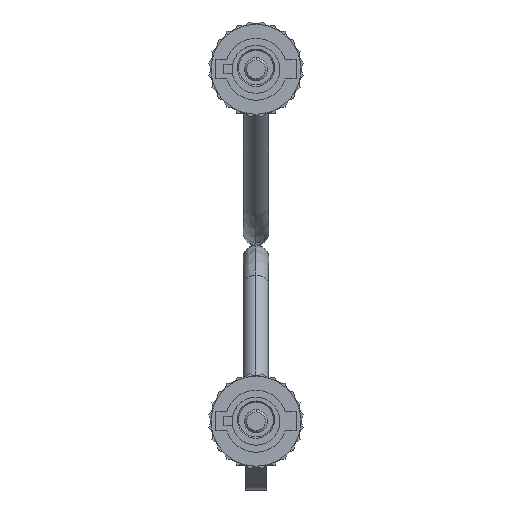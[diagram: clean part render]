
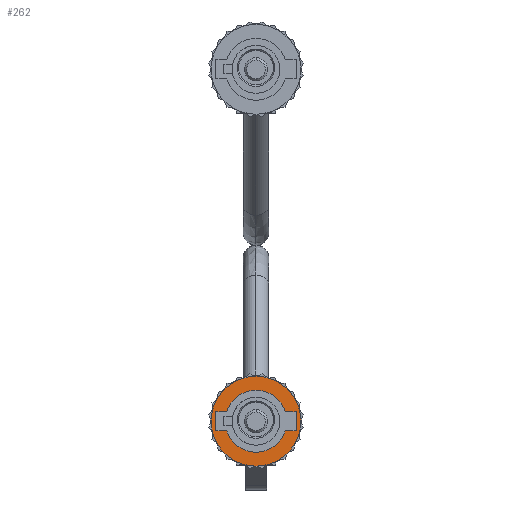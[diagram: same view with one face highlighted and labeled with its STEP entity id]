
A CAD part, front view. The second image highlights one B-rep face of the part: STEP entity #262.
In plain terms, the highlighted face is planar.
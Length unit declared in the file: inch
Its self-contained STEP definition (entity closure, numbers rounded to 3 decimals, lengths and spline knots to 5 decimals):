
#16 = CARTESIAN_POINT ( 'NONE',  ( 0.126, 0.45, 0.041 ) ) ;
#17 = DIRECTION ( 'NONE',  ( 0., 0., 1. ) ) ;
#18 = DIRECTION ( 'NONE',  ( 0., 1., 0. ) ) ;
#19 = AXIS2_PLACEMENT_3D ( 'NONE', #25, #18, #17 ) ;
#20 = CIRCLE ( 'NONE', #19, 0.1325 ) ;
#25 = CARTESIAN_POINT ( 'NONE',  ( 0., 0.45, 0. ) ) ;
#237 = ORIENTED_EDGE ( 'NONE', *, *, #238, .F. ) ;
#238 = EDGE_CURVE ( 'NONE', #702, #266, #3560, .T. ) ;
#239 = ORIENTED_EDGE ( 'NONE', *, *, #701, .F. ) ;
#240 = ORIENTED_EDGE ( 'NONE', *, *, #241, .F. ) ;
#241 = EDGE_CURVE ( 'NONE', #242, #721, #3556, .T. ) ;
#242 = VERTEX_POINT ( 'NONE', #3551 ) ;
#243 = ORIENTED_EDGE ( 'NONE', *, *, #244, .F. ) ;
#244 = EDGE_CURVE ( 'NONE', #245, #242, #3550, .T. ) ;
#245 = VERTEX_POINT ( 'NONE', #3546 ) ;
#246 = ORIENTED_EDGE ( 'NONE', *, *, #247, .F. ) ;
#247 = EDGE_CURVE ( 'NONE', #248, #245, #3705, .T. ) ;
#248 = VERTEX_POINT ( 'NONE', #3701 ) ;
#256 = EDGE_CURVE ( 'NONE', #850, #849, #3679, .T. ) ;
#262 = ADVANCED_FACE ( 'NONE', ( #3670, #3669 ), #3668, .T. ) ;
#263 = EDGE_LOOP ( 'NONE', ( #264, #237, #239, #240, #243, #246, #267, #270, #274 ) ) ;
#264 = ORIENTED_EDGE ( 'NONE', *, *, #265, .F. ) ;
#265 = EDGE_CURVE ( 'NONE', #266, #271, #3626, .T. ) ;
#266 = VERTEX_POINT ( 'NONE', #3622 ) ;
#267 = ORIENTED_EDGE ( 'NONE', *, *, #268, .F. ) ;
#268 = EDGE_CURVE ( 'NONE', #269, #248, #3621, .T. ) ;
#269 = VERTEX_POINT ( 'NONE', #3617 ) ;
#270 = ORIENTED_EDGE ( 'NONE', *, *, #388, .F. ) ;
#271 = VERTEX_POINT ( 'NONE', #3616 ) ;
#274 = ORIENTED_EDGE ( 'NONE', *, *, #418, .F. ) ;
#275 = VERTEX_POINT ( 'NONE', #3615 ) ;
#298 = ORIENTED_EDGE ( 'NONE', *, *, #256, .T. ) ;
#299 = ORIENTED_EDGE ( 'NONE', *, *, #848, .T. ) ;
#388 = EDGE_CURVE ( 'NONE', #275, #269, #3820, .T. ) ;
#418 = EDGE_CURVE ( 'NONE', #271, #275, #3740, .T. ) ;
#419 = EDGE_LOOP ( 'NONE', ( #298, #299 ) ) ;
#701 = EDGE_CURVE ( 'NONE', #721, #702, #20, .T. ) ;
#702 = VERTEX_POINT ( 'NONE', #16 ) ;
#721 = VERTEX_POINT ( 'NONE', #9135 ) ;
#848 = EDGE_CURVE ( 'NONE', #849, #850, #7588, .T. ) ;
#849 = VERTEX_POINT ( 'NONE', #7579 ) ;
#850 = VERTEX_POINT ( 'NONE', #7576 ) ;
#3546 = CARTESIAN_POINT ( 'NONE',  ( -0.1725, 0.45, 0.041 ) ) ;
#3547 = DIRECTION ( 'NONE',  ( 1., 0., 0. ) ) ;
#3548 = VECTOR ( 'NONE', #3547, 39.37008 ) ;
#3549 = CARTESIAN_POINT ( 'NONE',  ( -0.126, 0.45, 0.041 ) ) ;
#3550 = LINE ( 'NONE', #3549, #3548 ) ;
#3551 = CARTESIAN_POINT ( 'NONE',  ( -0.126, 0.45, 0.041 ) ) ;
#3552 = DIRECTION ( 'NONE',  ( 0., 0., 1. ) ) ;
#3553 = DIRECTION ( 'NONE',  ( 0., 1., 0. ) ) ;
#3554 = CARTESIAN_POINT ( 'NONE',  ( 0., 0.45, 0. ) ) ;
#3555 = AXIS2_PLACEMENT_3D ( 'NONE', #3554, #3553, #3552 ) ;
#3556 = CIRCLE ( 'NONE', #3555, 0.1325 ) ;
#3557 = DIRECTION ( 'NONE',  ( 1., 0., 0. ) ) ;
#3558 = VECTOR ( 'NONE', #3557, 39.37008 ) ;
#3559 = CARTESIAN_POINT ( 'NONE',  ( 0.1725, 0.45, 0.041 ) ) ;
#3560 = LINE ( 'NONE', #3559, #3558 ) ;
#3615 = CARTESIAN_POINT ( 'NONE',  ( 0.126, 0.45, -0.041 ) ) ;
#3616 = CARTESIAN_POINT ( 'NONE',  ( 0.1725, 0.45, -0.041 ) ) ;
#3617 = CARTESIAN_POINT ( 'NONE',  ( -0.126, 0.45, -0.041 ) ) ;
#3618 = DIRECTION ( 'NONE',  ( -1., 0., 0. ) ) ;
#3619 = VECTOR ( 'NONE', #3618, 39.37008 ) ;
#3620 = CARTESIAN_POINT ( 'NONE',  ( -0.126, 0.45, -0.041 ) ) ;
#3621 = LINE ( 'NONE', #3620, #3619 ) ;
#3622 = CARTESIAN_POINT ( 'NONE',  ( 0.1725, 0.45, 0.041 ) ) ;
#3623 = DIRECTION ( 'NONE',  ( 0., 0., -1. ) ) ;
#3624 = VECTOR ( 'NONE', #3623, 39.37008 ) ;
#3625 = CARTESIAN_POINT ( 'NONE',  ( 0.1725, 0.45, -0.041 ) ) ;
#3626 = LINE ( 'NONE', #3625, #3624 ) ;
#3627 = DIRECTION ( 'NONE',  ( 0., 0., 1. ) ) ;
#3628 = DIRECTION ( 'NONE',  ( 0., 1., 0. ) ) ;
#3629 = CARTESIAN_POINT ( 'NONE',  ( 0., 0.45, 0. ) ) ;
#3630 = AXIS2_PLACEMENT_3D ( 'NONE', #3629, #3628, #3627 ) ;
#3668 = PLANE ( 'NONE',  #3630 ) ;
#3669 = FACE_OUTER_BOUND ( 'NONE', #419, .T. ) ;
#3670 = FACE_BOUND ( 'NONE', #263, .T. ) ;
#3675 = DIRECTION ( 'NONE',  ( 0., 0., 1. ) ) ;
#3676 = DIRECTION ( 'NONE',  ( 0., 1., 0. ) ) ;
#3677 = CARTESIAN_POINT ( 'NONE',  ( 0., 0.45, 0. ) ) ;
#3678 = AXIS2_PLACEMENT_3D ( 'NONE', #3677, #3676, #3675 ) ;
#3679 = CIRCLE ( 'NONE', #3678, 0.1925 ) ;
#3701 = CARTESIAN_POINT ( 'NONE',  ( -0.1725, 0.45, -0.041 ) ) ;
#3702 = DIRECTION ( 'NONE',  ( 0., 0., 1. ) ) ;
#3703 = VECTOR ( 'NONE', #3702, 39.37008 ) ;
#3704 = CARTESIAN_POINT ( 'NONE',  ( -0.1725, 0.45, -0.041 ) ) ;
#3705 = LINE ( 'NONE', #3704, #3703 ) ;
#3737 = DIRECTION ( 'NONE',  ( -1., 0., 0. ) ) ;
#3738 = VECTOR ( 'NONE', #3737, 39.37008 ) ;
#3739 = CARTESIAN_POINT ( 'NONE',  ( 0.1725, 0.45, -0.041 ) ) ;
#3740 = LINE ( 'NONE', #3739, #3738 ) ;
#3816 = DIRECTION ( 'NONE',  ( 0., 0., 1. ) ) ;
#3817 = DIRECTION ( 'NONE',  ( 0., 1., 0. ) ) ;
#3818 = CARTESIAN_POINT ( 'NONE',  ( 0., 0.45, 0. ) ) ;
#3819 = AXIS2_PLACEMENT_3D ( 'NONE', #3818, #3817, #3816 ) ;
#3820 = CIRCLE ( 'NONE', #3819, 0.1325 ) ;
#7576 = CARTESIAN_POINT ( 'NONE',  ( 0., 0.45, -0.1925 ) ) ;
#7579 = CARTESIAN_POINT ( 'NONE',  ( 0., 0.45, 0.1925 ) ) ;
#7581 = DIRECTION ( 'NONE',  ( 0., 0., 1. ) ) ;
#7583 = DIRECTION ( 'NONE',  ( 0., 1., 0. ) ) ;
#7585 = CARTESIAN_POINT ( 'NONE',  ( 0., 0.45, 0. ) ) ;
#7586 = AXIS2_PLACEMENT_3D ( 'NONE', #7585, #7583, #7581 ) ;
#7588 = CIRCLE ( 'NONE', #7586, 0.1925 ) ;
#9135 = CARTESIAN_POINT ( 'NONE',  ( 0., 0.45, 0.1325 ) ) ;
